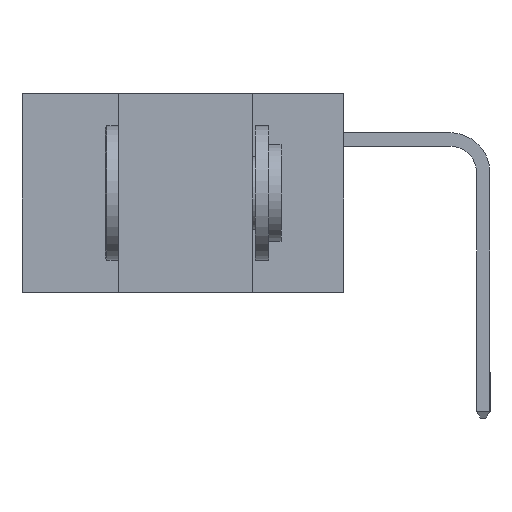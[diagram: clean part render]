
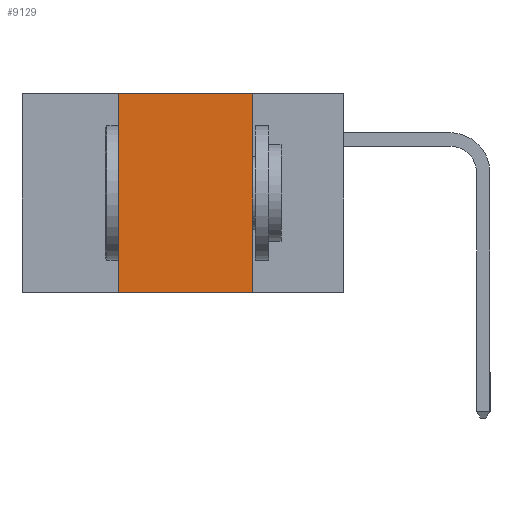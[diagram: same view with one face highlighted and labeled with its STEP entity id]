
A CAD part, left-side view. The second image highlights one B-rep face of the part: STEP entity #9129.
In plain terms, the highlighted planar face has unit normal (-1, 0, 0).
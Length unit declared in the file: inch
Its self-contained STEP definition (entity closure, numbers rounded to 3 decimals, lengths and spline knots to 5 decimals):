
#218 = CARTESIAN_POINT ( 'NONE',  ( 0., 0.17, 0. ) ) ;
#918 = ORIENTED_EDGE ( 'NONE', *, *, #1641, .F. ) ;
#938 = DIRECTION ( 'NONE',  ( 0., -1., 0. ) ) ;
#1027 = VECTOR ( 'NONE', #938, 39.37008 ) ;
#1035 = FACE_OUTER_BOUND ( 'NONE', #3257, .T. ) ;
#1349 = AXIS2_PLACEMENT_3D ( 'NONE', #8880, #6303, #1546 ) ;
#1546 = DIRECTION ( 'NONE',  ( 0., 0., -1. ) ) ;
#1641 = EDGE_CURVE ( 'NONE', #2686, #8843, #6983, .T. ) ;
#2370 = LINE ( 'NONE', #10544, #4007 ) ;
#2686 = VERTEX_POINT ( 'NONE', #9906 ) ;
#3257 = EDGE_LOOP ( 'NONE', ( #5315, #8441, #918, #6143 ) ) ;
#3552 = CARTESIAN_POINT ( 'NONE',  ( 0., 0.42, 0. ) ) ;
#3974 = VERTEX_POINT ( 'NONE', #218 ) ;
#4007 = VECTOR ( 'NONE', #5554, 39.37008 ) ;
#4684 = EDGE_CURVE ( 'NONE', #8843, #3974, #8758, .T. ) ;
#4947 = VECTOR ( 'NONE', #10074, 39.37008 ) ;
#5298 = CARTESIAN_POINT ( 'NONE',  ( 0., 0.6, 0. ) ) ;
#5315 = ORIENTED_EDGE ( 'NONE', *, *, #5334, .F. ) ;
#5334 = EDGE_CURVE ( 'NONE', #3974, #5635, #2370, .T. ) ;
#5481 = PLANE ( 'NONE',  #1349 ) ;
#5554 = DIRECTION ( 'NONE',  ( 0., 0., -1. ) ) ;
#5635 = VERTEX_POINT ( 'NONE', #7318 ) ;
#6143 = ORIENTED_EDGE ( 'NONE', *, *, #9286, .T. ) ;
#6303 = DIRECTION ( 'NONE',  ( 1., 0., 0. ) ) ;
#6560 = VECTOR ( 'NONE', #7800, 39.37008 ) ;
#6983 = LINE ( 'NONE', #3552, #4947 ) ;
#7318 = CARTESIAN_POINT ( 'NONE',  ( 0., 0.17, -0.37 ) ) ;
#7605 = CARTESIAN_POINT ( 'NONE',  ( 0., 0.42, 0. ) ) ;
#7800 = DIRECTION ( 'NONE',  ( 0., -1., 0. ) ) ;
#8441 = ORIENTED_EDGE ( 'NONE', *, *, #4684, .F. ) ;
#8758 = LINE ( 'NONE', #5298, #6560 ) ;
#8843 = VERTEX_POINT ( 'NONE', #7605 ) ;
#8880 = CARTESIAN_POINT ( 'NONE',  ( 0., 0.6, 0. ) ) ;
#9129 = ADVANCED_FACE ( 'NONE', ( #1035 ), #5481, .F. ) ;
#9158 = CARTESIAN_POINT ( 'NONE',  ( 0., 0.6, -0.37 ) ) ;
#9286 = EDGE_CURVE ( 'NONE', #2686, #5635, #10002, .T. ) ;
#9906 = CARTESIAN_POINT ( 'NONE',  ( 0., 0.42, -0.37 ) ) ;
#10002 = LINE ( 'NONE', #9158, #1027 ) ;
#10074 = DIRECTION ( 'NONE',  ( 0., 0., 1. ) ) ;
#10544 = CARTESIAN_POINT ( 'NONE',  ( 0., 0.17, 0. ) ) ;
